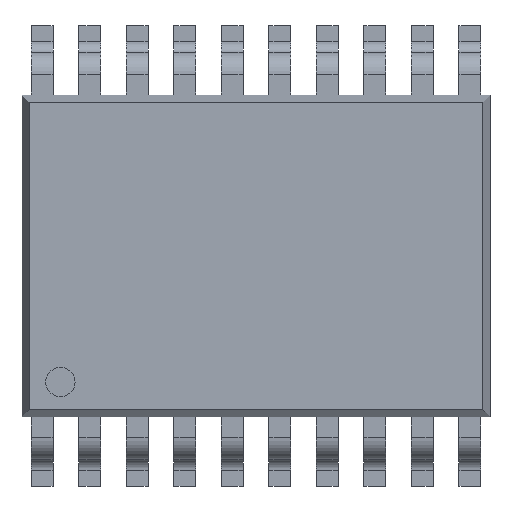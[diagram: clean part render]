
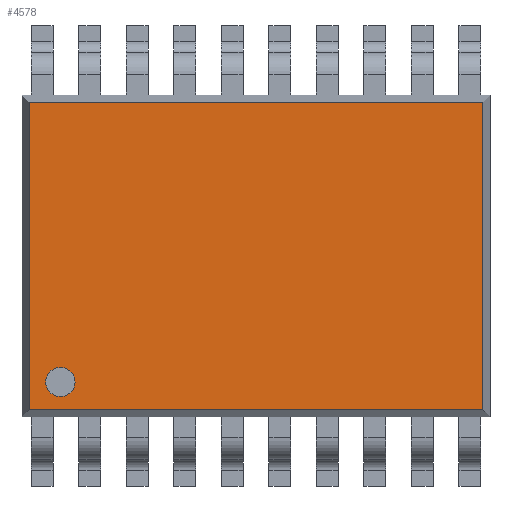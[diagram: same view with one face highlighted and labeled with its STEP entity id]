
A CAD part, top view. The second image highlights one B-rep face of the part: STEP entity #4578.
In plain terms, the highlighted planar face has unit normal (0, 0, 1).
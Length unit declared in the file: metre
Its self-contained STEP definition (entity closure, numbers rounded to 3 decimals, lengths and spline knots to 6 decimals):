
#261=CIRCLE('',#5280,0.0002);
#1547=ORIENTED_EDGE('',*,*,#2215,.T.);
#1548=ORIENTED_EDGE('',*,*,#2216,.T.);
#1549=ORIENTED_EDGE('',*,*,#2217,.T.);
#1550=ORIENTED_EDGE('',*,*,#2218,.T.);
#1551=ORIENTED_EDGE('',*,*,#2219,.T.);
#2215=EDGE_CURVE('',#2649,#2650,#3123,.T.);
#2216=EDGE_CURVE('',#2650,#2651,#3124,.T.);
#2217=EDGE_CURVE('',#2651,#2652,#3125,.T.);
#2218=EDGE_CURVE('',#2652,#2649,#3126,.T.);
#2219=EDGE_CURVE('',#2653,#2653,#261,.F.);
#2649=VERTEX_POINT('',#7979);
#2650=VERTEX_POINT('',#7980);
#2651=VERTEX_POINT('',#7982);
#2652=VERTEX_POINT('',#7984);
#2653=VERTEX_POINT('',#7987);
#3123=LINE('',#7978,#3603);
#3124=LINE('',#7981,#3604);
#3125=LINE('',#7983,#3605);
#3126=LINE('',#7985,#3606);
#3603=VECTOR('',#6623,1.);
#3604=VECTOR('',#6624,1.);
#3605=VECTOR('',#6625,1.);
#3606=VECTOR('',#6626,1.);
#3869=EDGE_LOOP('',(#1547,#1548,#1549,#1550));
#3870=EDGE_LOOP('',(#1551));
#4133=FACE_BOUND('',#3869,.T.);
#4134=FACE_BOUND('',#3870,.T.);
#4317=PLANE('',#5279);
#4578=ADVANCED_FACE('',(#4133,#4134),#4317,.T.);
#5279=AXIS2_PLACEMENT_3D('',#7977,#6621,#6622);
#5280=AXIS2_PLACEMENT_3D('',#7986,#6627,#6628);
#6621=DIRECTION('',(0.,0.,1.));
#6622=DIRECTION('',(1.,0.,0.));
#6623=DIRECTION('',(0.,1.,0.));
#6624=DIRECTION('',(-1.,0.,0.));
#6625=DIRECTION('',(0.,-1.,0.));
#6626=DIRECTION('',(1.,0.,0.));
#6627=DIRECTION('',(0.,0.,1.));
#6628=DIRECTION('',(1.,0.,0.));
#7977=CARTESIAN_POINT('',(0.,0.,0.001));
#7978=CARTESIAN_POINT('',(0.0031,0.,0.001));
#7979=CARTESIAN_POINT('',(0.0031,-0.0021,0.001));
#7980=CARTESIAN_POINT('',(0.0031,0.0021,0.001));
#7981=CARTESIAN_POINT('',(0.,0.0021,0.001));
#7982=CARTESIAN_POINT('',(-0.0031,0.0021,0.001));
#7983=CARTESIAN_POINT('',(-0.0031,-0.0022,0.001));
#7984=CARTESIAN_POINT('',(-0.0031,-0.0021,0.001));
#7985=CARTESIAN_POINT('',(0.0032,-0.0021,0.001));
#7986=CARTESIAN_POINT('',(-0.002675,-0.001725,0.001));
#7987=CARTESIAN_POINT('',(-0.002475,-0.001725,0.001));
